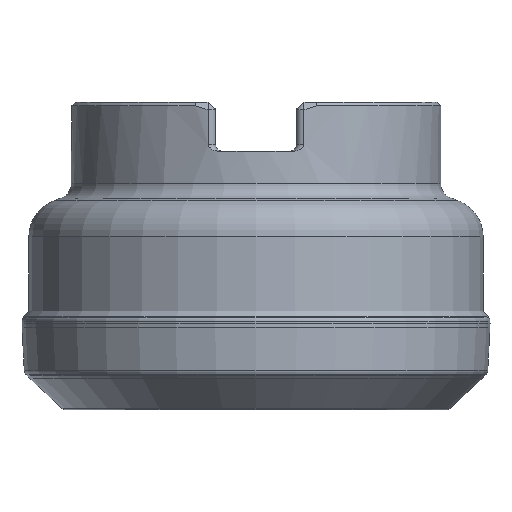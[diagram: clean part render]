
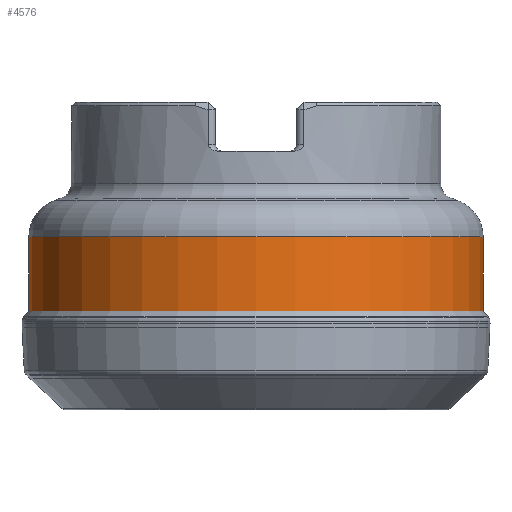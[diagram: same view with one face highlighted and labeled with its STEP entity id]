
A CAD part, front view. The second image highlights one B-rep face of the part: STEP entity #4576.
In plain terms, the highlighted cylindrical face has radius 29.5 mm (diameter 59 mm), a full revolution.
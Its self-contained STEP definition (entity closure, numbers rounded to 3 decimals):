
#3096=CYLINDRICAL_SURFACE('',#27016,29.5);
#4576=ADVANCED_FACE('',(#8476,#8477),#3096,.T.);
#8476=FACE_BOUND('',#8731,.T.);
#8477=FACE_BOUND('',#8732,.T.);
#8731=EDGE_LOOP('',(#10651));
#8732=EDGE_LOOP('',(#10652));
#10651=ORIENTED_EDGE('',*,*,#20855,.T.);
#10652=ORIENTED_EDGE('',*,*,#20856,.F.);
#18501=VERTEX_POINT('',#35391);
#18502=VERTEX_POINT('',#35394);
#20855=EDGE_CURVE('',#18501,#18501,#24788,.T.);
#20856=EDGE_CURVE('',#18502,#18502,#24789,.T.);
#24788=CIRCLE('',#27013,29.5);
#24789=CIRCLE('',#27015,29.5);
#27013=AXIS2_PLACEMENT_3D('',#35390,#29502,#29503);
#27015=AXIS2_PLACEMENT_3D('',#35393,#29506,#29507);
#27016=AXIS2_PLACEMENT_3D('',#35395,#29508,#29509);
#29502=DIRECTION('',(0.,0.,1.));
#29503=DIRECTION('',(1.,0.,0.));
#29506=DIRECTION('',(0.,0.,1.));
#29507=DIRECTION('',(1.,0.,0.));
#29508=DIRECTION('',(0.,0.,1.));
#29509=DIRECTION('',(1.,0.,0.));
#35390=CARTESIAN_POINT('',(0.,0.,-32.935));
#35391=CARTESIAN_POINT('',(29.5,0.,-32.935));
#35393=CARTESIAN_POINT('',(0.,0.,-17.503));
#35394=CARTESIAN_POINT('',(29.5,0.,-17.503));
#35395=CARTESIAN_POINT('',(0.,0.,0.));
